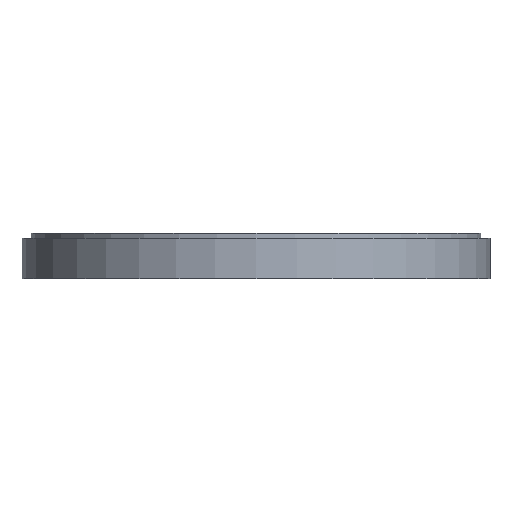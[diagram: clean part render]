
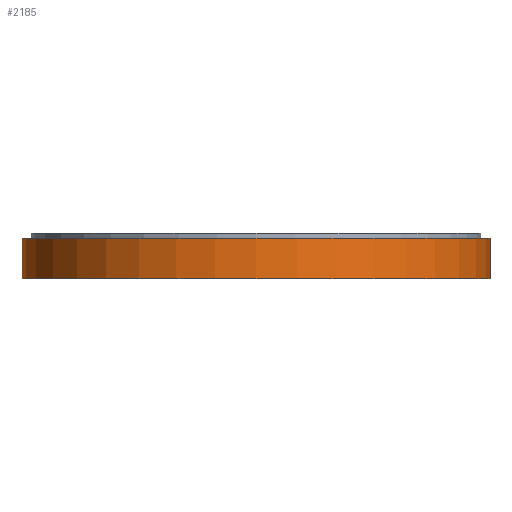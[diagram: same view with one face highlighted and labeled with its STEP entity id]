
A CAD part, front view. The second image highlights one B-rep face of the part: STEP entity #2185.
In plain terms, the highlighted cylindrical face has radius 115.5 mm (diameter 231 mm), a full revolution.
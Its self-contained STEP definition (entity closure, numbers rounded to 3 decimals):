
#78=CYLINDRICAL_SURFACE('',#2462,115.5);
#822=ORIENTED_EDGE('',*,*,#1223,.F.);
#823=ORIENTED_EDGE('',*,*,#1321,.T.);
#1223=EDGE_CURVE('',#1493,#1493,#1646,.T.);
#1321=EDGE_CURVE('',#1556,#1556,#1700,.T.);
#1493=VERTEX_POINT('',#3600);
#1556=VERTEX_POINT('',#3783);
#1646=CIRCLE('',#2384,115.5);
#1700=CIRCLE('',#2460,115.5);
#1814=EDGE_LOOP('',(#822));
#1815=EDGE_LOOP('',(#823));
#1994=FACE_BOUND('',#1814,.T.);
#1995=FACE_BOUND('',#1815,.T.);
#2185=ADVANCED_FACE('',(#1994,#1995),#78,.T.);
#2384=AXIS2_PLACEMENT_3D('',#3599,#2888,#2889);
#2460=AXIS2_PLACEMENT_3D('',#3782,#3084,#3085);
#2462=AXIS2_PLACEMENT_3D('',#3786,#3088,#3089);
#2888=DIRECTION('',(0.,0.,1.));
#2889=DIRECTION('',(-1.,0.,0.));
#3084=DIRECTION('',(0.,0.,1.));
#3085=DIRECTION('',(-1.,0.,0.));
#3088=DIRECTION('',(0.,0.,-1.));
#3089=DIRECTION('',(-1.,0.,0.));
#3599=CARTESIAN_POINT('',(0.,0.,20.));
#3600=CARTESIAN_POINT('',(-115.5,0.,20.));
#3782=CARTESIAN_POINT('',(0.,0.,0.));
#3783=CARTESIAN_POINT('',(-115.5,0.,0.));
#3786=CARTESIAN_POINT('',(0.,0.,20.));
